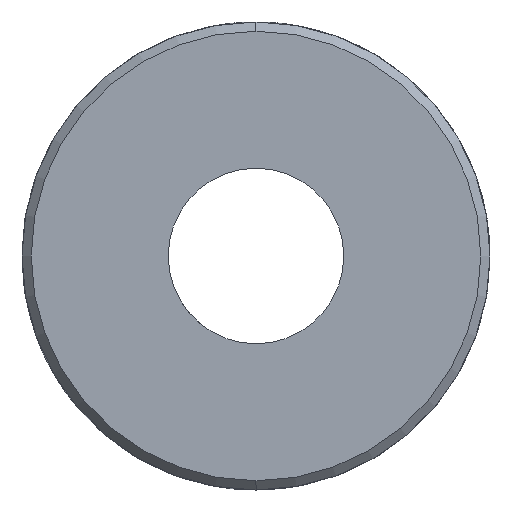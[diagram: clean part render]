
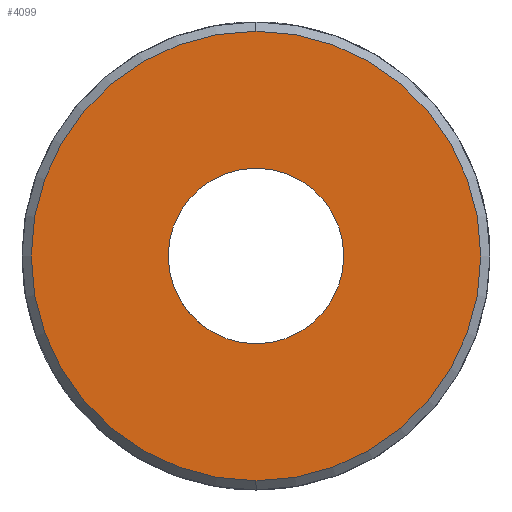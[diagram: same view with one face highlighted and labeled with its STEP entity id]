
A CAD part, left-side view. The second image highlights one B-rep face of the part: STEP entity #4099.
In plain terms, the highlighted planar face has unit normal (-1, 0, 0).
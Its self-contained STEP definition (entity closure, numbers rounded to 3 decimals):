
#68 = FACE_OUTER_BOUND ( 'NONE', #4580, .T. ) ;
#287 = EDGE_CURVE ( 'NONE', #1765, #1592, #3246, .T. ) ;
#888 = EDGE_CURVE ( 'NONE', #1921, #2411, #1475, .T. ) ;
#1475 = CIRCLE ( 'NONE', #3780, 12.2 ) ;
#1592 = VERTEX_POINT ( 'NONE', #4427 ) ;
#1765 = VERTEX_POINT ( 'NONE', #5258 ) ;
#1921 = VERTEX_POINT ( 'NONE', #5586 ) ;
#2122 = AXIS2_PLACEMENT_3D ( 'NONE', #2767, #2785, #2810 ) ;
#2213 = EDGE_CURVE ( 'NONE', #2411, #1921, #2571, .T. ) ;
#2411 = VERTEX_POINT ( 'NONE', #4985 ) ;
#2519 = EDGE_LOOP ( 'NONE', ( #5519, #5530 ) ) ;
#2541 = AXIS2_PLACEMENT_3D ( 'NONE', #3072, #3132, #3048 ) ;
#2571 = CIRCLE ( 'NONE', #4735, 12.2 ) ;
#2701 = DIRECTION ( 'NONE',  ( 0., 0., -1. ) ) ;
#2712 = DIRECTION ( 'NONE',  ( 1., 0., 0. ) ) ;
#2725 = CARTESIAN_POINT ( 'NONE',  ( -12.7, 0., 0. ) ) ;
#2767 = CARTESIAN_POINT ( 'NONE',  ( -12.7, 0., 0. ) ) ;
#2785 = DIRECTION ( 'NONE',  ( -1., 0., 0. ) ) ;
#2810 = DIRECTION ( 'NONE',  ( 0., 0., 1. ) ) ;
#2889 = DIRECTION ( 'NONE',  ( 0., 0., -1. ) ) ;
#2908 = DIRECTION ( 'NONE',  ( 1., 0., 0. ) ) ;
#2918 = CARTESIAN_POINT ( 'NONE',  ( -12.7, 0., 0. ) ) ;
#3048 = DIRECTION ( 'NONE',  ( 0., 0., -1. ) ) ;
#3055 = PLANE ( 'NONE',  #2541 ) ;
#3072 = CARTESIAN_POINT ( 'NONE',  ( -12.7, 0., 0. ) ) ;
#3098 = DIRECTION ( 'NONE',  ( 0., 0., 1. ) ) ;
#3106 = DIRECTION ( 'NONE',  ( -1., 0., 0. ) ) ;
#3119 = CARTESIAN_POINT ( 'NONE',  ( -12.7, 0., 0. ) ) ;
#3132 = DIRECTION ( 'NONE',  ( 1., 0., 0. ) ) ;
#3244 = AXIS2_PLACEMENT_3D ( 'NONE', #3119, #3106, #3098 ) ;
#3246 = CIRCLE ( 'NONE', #3244, 4.763 ) ;
#3660 = CIRCLE ( 'NONE', #2122, 4.763 ) ;
#3740 = EDGE_CURVE ( 'NONE', #1592, #1765, #3660, .T. ) ;
#3780 = AXIS2_PLACEMENT_3D ( 'NONE', #2725, #2712, #2701 ) ;
#4087 = FACE_BOUND ( 'NONE', #2519, .T. ) ;
#4099 = ADVANCED_FACE ( 'NONE', ( #4087, #68 ), #3055, .F. ) ;
#4427 = CARTESIAN_POINT ( 'NONE',  ( -12.7, 0., -4.763 ) ) ;
#4580 = EDGE_LOOP ( 'NONE', ( #5536, #5547 ) ) ;
#4735 = AXIS2_PLACEMENT_3D ( 'NONE', #2918, #2908, #2889 ) ;
#4985 = CARTESIAN_POINT ( 'NONE',  ( -12.7, 0., -12.2 ) ) ;
#5258 = CARTESIAN_POINT ( 'NONE',  ( -12.7, 0., 4.763 ) ) ;
#5519 = ORIENTED_EDGE ( 'NONE', *, *, #287, .F. ) ;
#5530 = ORIENTED_EDGE ( 'NONE', *, *, #3740, .F. ) ;
#5536 = ORIENTED_EDGE ( 'NONE', *, *, #2213, .F. ) ;
#5547 = ORIENTED_EDGE ( 'NONE', *, *, #888, .F. ) ;
#5586 = CARTESIAN_POINT ( 'NONE',  ( -12.7, 0., 12.2 ) ) ;
